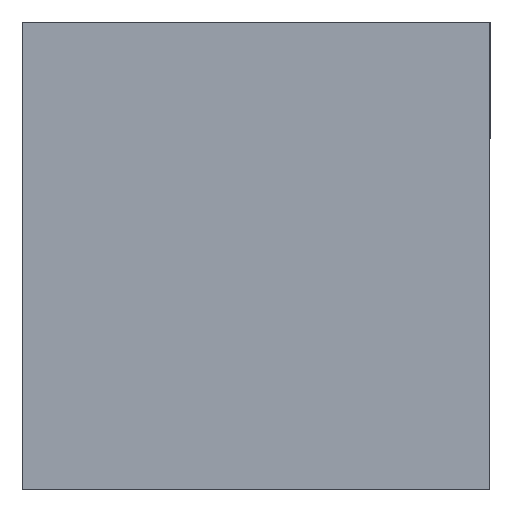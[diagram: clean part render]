
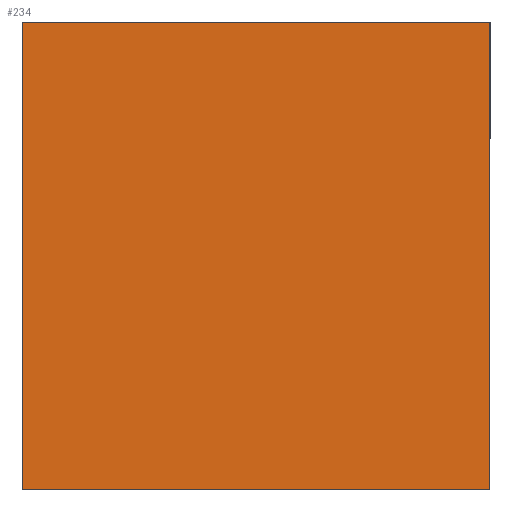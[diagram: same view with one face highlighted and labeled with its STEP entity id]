
A CAD part, left-side view. The second image highlights one B-rep face of the part: STEP entity #234.
In plain terms, the highlighted planar face has unit normal (-1, 0, 0).
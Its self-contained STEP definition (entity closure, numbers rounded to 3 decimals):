
#104 = CARTESIAN_POINT ( 'NONE',  ( -65., -15.9, -15.9 ) ) ;
#195 = CARTESIAN_POINT ( 'NONE',  ( -65., 15.9, -15.9 ) ) ;
#234 = ADVANCED_FACE ( 'NONE', ( #489 ), #1006, .F. ) ;
#242 = CARTESIAN_POINT ( 'NONE',  ( -65., 15.9, -15.9 ) ) ;
#278 = VECTOR ( 'NONE', #383, 1000. ) ;
#333 = ORIENTED_EDGE ( 'NONE', *, *, #778, .T. ) ;
#334 = DIRECTION ( 'NONE',  ( 1., 0., 0. ) ) ;
#335 = AXIS2_PLACEMENT_3D ( 'NONE', #195, #334, #1271 ) ;
#338 = DIRECTION ( 'NONE',  ( 0., 0., 1. ) ) ;
#383 = DIRECTION ( 'NONE',  ( 0., -1., 0. ) ) ;
#441 = VERTEX_POINT ( 'NONE', #104 ) ;
#474 = VERTEX_POINT ( 'NONE', #1320 ) ;
#489 = FACE_OUTER_BOUND ( 'NONE', #1500, .T. ) ;
#536 = VECTOR ( 'NONE', #1663, 1000. ) ;
#580 = LINE ( 'NONE', #1144, #1286 ) ;
#721 = CARTESIAN_POINT ( 'NONE',  ( -65., -15.9, -15.9 ) ) ;
#778 = EDGE_CURVE ( 'NONE', #441, #1474, #1495, .T. ) ;
#857 = ORIENTED_EDGE ( 'NONE', *, *, #1319, .F. ) ;
#1006 = PLANE ( 'NONE',  #335 ) ;
#1043 = VERTEX_POINT ( 'NONE', #242 ) ;
#1144 = CARTESIAN_POINT ( 'NONE',  ( -65., 15.9, -15.9 ) ) ;
#1168 = ORIENTED_EDGE ( 'NONE', *, *, #1340, .T. ) ;
#1190 = VECTOR ( 'NONE', #1645, 1000. ) ;
#1248 = LINE ( 'NONE', #1405, #536 ) ;
#1271 = DIRECTION ( 'NONE',  ( 0., 0., -1. ) ) ;
#1286 = VECTOR ( 'NONE', #338, 1000. ) ;
#1319 = EDGE_CURVE ( 'NONE', #1043, #474, #580, .T. ) ;
#1320 = CARTESIAN_POINT ( 'NONE',  ( -65., 15.9, 15.9 ) ) ;
#1323 = CARTESIAN_POINT ( 'NONE',  ( -65., 15.9, 15.9 ) ) ;
#1340 = EDGE_CURVE ( 'NONE', #1043, #441, #1248, .T. ) ;
#1388 = ORIENTED_EDGE ( 'NONE', *, *, #1563, .F. ) ;
#1405 = CARTESIAN_POINT ( 'NONE',  ( -65., 15.9, -15.9 ) ) ;
#1474 = VERTEX_POINT ( 'NONE', #1564 ) ;
#1495 = LINE ( 'NONE', #721, #1190 ) ;
#1500 = EDGE_LOOP ( 'NONE', ( #333, #1388, #857, #1168 ) ) ;
#1563 = EDGE_CURVE ( 'NONE', #474, #1474, #1649, .T. ) ;
#1564 = CARTESIAN_POINT ( 'NONE',  ( -65., -15.9, 15.9 ) ) ;
#1645 = DIRECTION ( 'NONE',  ( 0., 0., 1. ) ) ;
#1649 = LINE ( 'NONE', #1323, #278 ) ;
#1663 = DIRECTION ( 'NONE',  ( 0., -1., 0. ) ) ;
